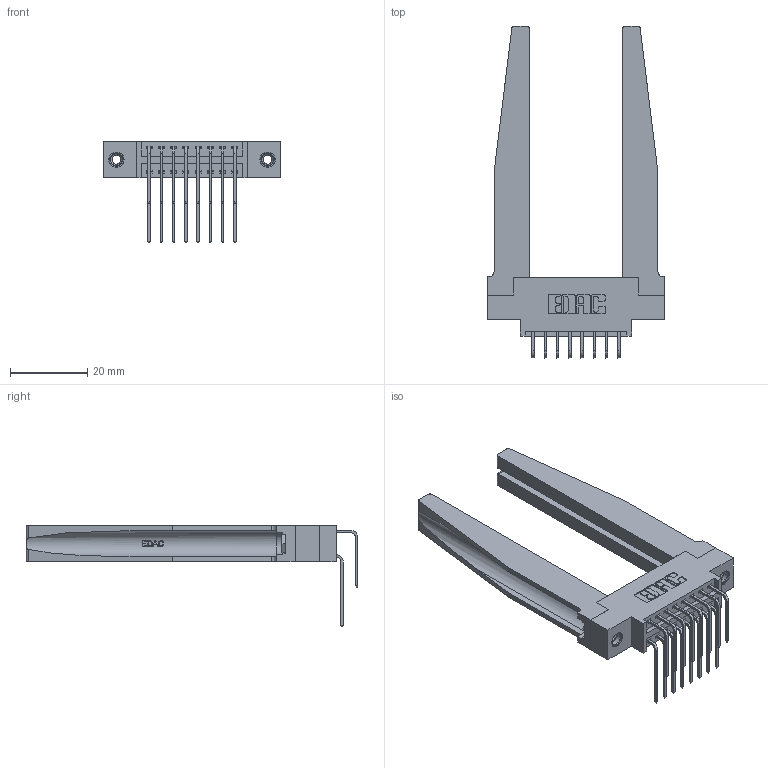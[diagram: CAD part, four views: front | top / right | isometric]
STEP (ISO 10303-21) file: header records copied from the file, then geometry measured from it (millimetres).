
FILE_DESCRIPTION (( 'STEP AP203' ), '1' );
FILE_NAME ('396-016-559-878.STEP', '2019-11-02T14:09:32', ( '' ), ( '' ), 'SwSTEP 2.0', 'SolidWorks 2016', '' );
FILE_SCHEMA (( 'CONFIG_CONTROL_DESIGN' ));
Length unit declared in the file: inch
Products named in the file (6): 396-016-559-878; 345-292-001_558 559 Tail - 1; 345-292-001_559 Tail - 2; 346 Part_0.170 Offset - 0.156 Dia-TH; 345-250-001_345-250-001-102; 346-220-078_345-220-078
Assembly tree (21 placements, depth 2):
  396-016-559-878
    346 Part_0.170 Offset - 0.156 Dia-TH
    345-292-001_558 559 Tail - 1  x8
    345-292-001_559 Tail - 2  x8
    346-220-078_345-220-078  x2
    345-250-001_345-250-001-102  x2
Bounding box: 45.97 x 86.17 x 26.16 mm (x, y, z)
Volume: 11065.5 mm3; surface area: 12339.1 mm2
Topology: 21 solids, 21 shells, 1224 faces, 3525 edges, 2318 vertices
Faces by surface type: plane 814, cylinder 358, bspline 36, cone 12, torus 4
Entity records: 16462 total; most frequent: CARTESIAN_POINT 3750, ORIENTED_EDGE 2522, DIRECTION 2315, EDGE_CURVE 1261, LINE 963, VECTOR 963, VERTEX_POINT 832, AXIS2_PLACEMENT_3D 676
